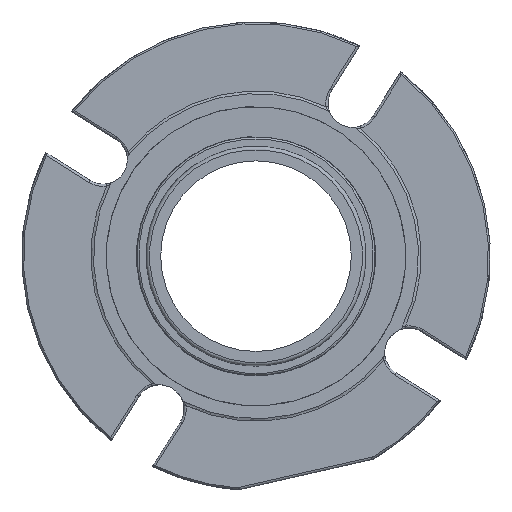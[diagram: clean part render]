
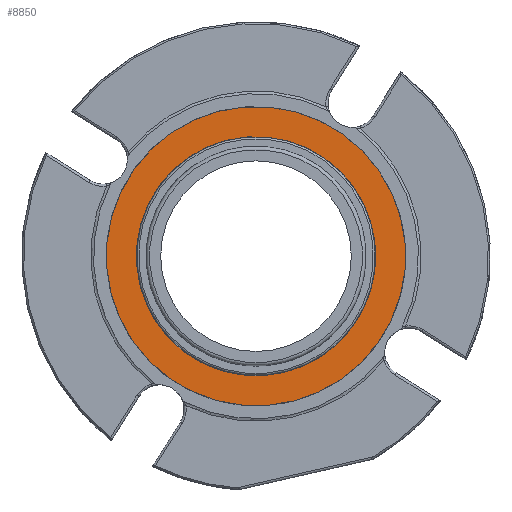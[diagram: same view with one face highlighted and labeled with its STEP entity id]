
A CAD part, left-side view. The second image highlights one B-rep face of the part: STEP entity #8850.
In plain terms, the highlighted planar face has unit normal (-1, 0, 0).
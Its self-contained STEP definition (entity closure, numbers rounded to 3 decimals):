
#1683=PLANE('',#9442);
#1902=ORIENTED_EDGE('',*,*,#4665,.T.);
#1903=ORIENTED_EDGE('',*,*,#4664,.T.);
#4664=EDGE_CURVE('',#6051,#6051,#6943,.F.);
#4665=EDGE_CURVE('',#6052,#6052,#6944,.T.);
#6051=VERTEX_POINT('',#12791);
#6052=VERTEX_POINT('',#12794);
#6943=CIRCLE('',#9441,51.753);
#6944=CIRCLE('',#9443,64.795);
#7412=EDGE_LOOP('',(#1902));
#7413=EDGE_LOOP('',(#1903));
#8061=FACE_BOUND('',#7412,.T.);
#8062=FACE_BOUND('',#7413,.T.);
#8850=ADVANCED_FACE('',(#8061,#8062),#1683,.T.);
#9441=AXIS2_PLACEMENT_3D('',#12790,#10407,#10408);
#9442=AXIS2_PLACEMENT_3D('',#12792,#10409,#10410);
#9443=AXIS2_PLACEMENT_3D('',#12793,#10411,#10412);
#10407=DIRECTION('',(-1.,0.,0.));
#10408=DIRECTION('',(0.,-1.,0.));
#10409=DIRECTION('',(-1.,0.,0.));
#10410=DIRECTION('',(0.,-0.577,0.816));
#10411=DIRECTION('',(-1.,0.,0.));
#10412=DIRECTION('',(0.,-0.577,0.816));
#12790=CARTESIAN_POINT('',(-10.143,0.,0.));
#12791=CARTESIAN_POINT('',(-10.143,-51.753,0.));
#12792=CARTESIAN_POINT('',(-10.143,-32.079,45.367));
#12793=CARTESIAN_POINT('',(-10.143,0.,0.));
#12794=CARTESIAN_POINT('',(-10.143,-37.41,52.905));
